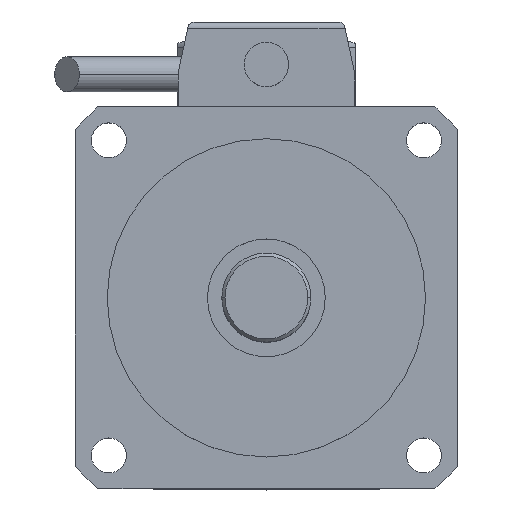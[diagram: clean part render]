
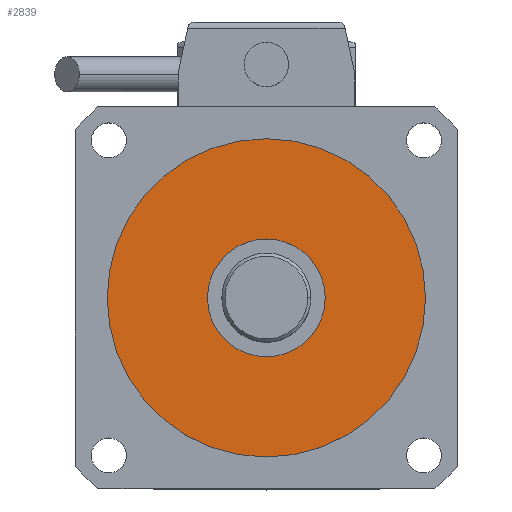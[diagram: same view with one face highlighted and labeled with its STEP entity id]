
A CAD part, top view. The second image highlights one B-rep face of the part: STEP entity #2839.
In plain terms, the highlighted planar face has unit normal (0, 0, 1).
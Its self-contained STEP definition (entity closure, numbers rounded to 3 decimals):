
#250 = ORIENTED_EDGE ( 'NONE', *, *, #8872, .T. ) ;
#516 = DIRECTION ( 'NONE',  ( 1., 0., 0. ) ) ;
#627 = DIRECTION ( 'NONE',  ( 0., 0., 1. ) ) ;
#730 = CARTESIAN_POINT ( 'NONE',  ( 0., 0., 30.5 ) ) ;
#924 = CARTESIAN_POINT ( 'NONE',  ( 0., 0., 30.5 ) ) ;
#1195 = EDGE_CURVE ( 'NONE', #4076, #4249, #4158, .T. ) ;
#2079 = DIRECTION ( 'NONE',  ( 1., 0., 0. ) ) ;
#2286 = AXIS2_PLACEMENT_3D ( 'NONE', #11266, #6266, #6226 ) ;
#2392 = DIRECTION ( 'NONE',  ( 0., 0., 1. ) ) ;
#2453 = CARTESIAN_POINT ( 'NONE',  ( 0., 0., 30.5 ) ) ;
#2819 = EDGE_LOOP ( 'NONE', ( #250, #7587 ) ) ;
#2839 = ADVANCED_FACE ( 'NONE', ( #12615, #6627 ), #6495, .T. ) ;
#2878 = AXIS2_PLACEMENT_3D ( 'NONE', #730, #627, #516 ) ;
#3587 = DIRECTION ( 'NONE',  ( 1., 0., 0. ) ) ;
#4015 = CARTESIAN_POINT ( 'NONE',  ( 9.25, 0., 30.5 ) ) ;
#4076 = VERTEX_POINT ( 'NONE', #8074 ) ;
#4158 = CIRCLE ( 'NONE', #2878, 9.25 ) ;
#4234 = AXIS2_PLACEMENT_3D ( 'NONE', #924, #8849, #2079 ) ;
#4249 = VERTEX_POINT ( 'NONE', #4015 ) ;
#4428 = CIRCLE ( 'NONE', #11345, 25. ) ;
#5259 = VERTEX_POINT ( 'NONE', #7550 ) ;
#6226 = DIRECTION ( 'NONE',  ( 1., 0., 0. ) ) ;
#6266 = DIRECTION ( 'NONE',  ( 0., 0., 1. ) ) ;
#6495 = PLANE ( 'NONE',  #2286 ) ;
#6516 = EDGE_CURVE ( 'NONE', #4249, #4076, #9105, .T. ) ;
#6627 = FACE_OUTER_BOUND ( 'NONE', #2819, .T. ) ;
#7347 = EDGE_CURVE ( 'NONE', #13032, #5259, #11013, .T. ) ;
#7550 = CARTESIAN_POINT ( 'NONE',  ( -25., 0., 30.5 ) ) ;
#7587 = ORIENTED_EDGE ( 'NONE', *, *, #7347, .T. ) ;
#7617 = CARTESIAN_POINT ( 'NONE',  ( 25., 0., 30.5 ) ) ;
#8074 = CARTESIAN_POINT ( 'NONE',  ( -9.25, 0., 30.5 ) ) ;
#8462 = ORIENTED_EDGE ( 'NONE', *, *, #6516, .F. ) ;
#8849 = DIRECTION ( 'NONE',  ( 0., 0., 1. ) ) ;
#8872 = EDGE_CURVE ( 'NONE', #5259, #13032, #4428, .T. ) ;
#9105 = CIRCLE ( 'NONE', #9681, 9.25 ) ;
#9135 = CARTESIAN_POINT ( 'NONE',  ( 0., 0., 30.5 ) ) ;
#9681 = AXIS2_PLACEMENT_3D ( 'NONE', #2453, #10328, #3587 ) ;
#10256 = DIRECTION ( 'NONE',  ( 1., 0., 0. ) ) ;
#10328 = DIRECTION ( 'NONE',  ( 0., 0., 1. ) ) ;
#11013 = CIRCLE ( 'NONE', #4234, 25. ) ;
#11266 = CARTESIAN_POINT ( 'NONE',  ( 0., 0., 30.5 ) ) ;
#11345 = AXIS2_PLACEMENT_3D ( 'NONE', #9135, #2392, #10256 ) ;
#11562 = ORIENTED_EDGE ( 'NONE', *, *, #1195, .F. ) ;
#12615 = FACE_BOUND ( 'NONE', #13750, .T. ) ;
#13032 = VERTEX_POINT ( 'NONE', #7617 ) ;
#13750 = EDGE_LOOP ( 'NONE', ( #8462, #11562 ) ) ;
